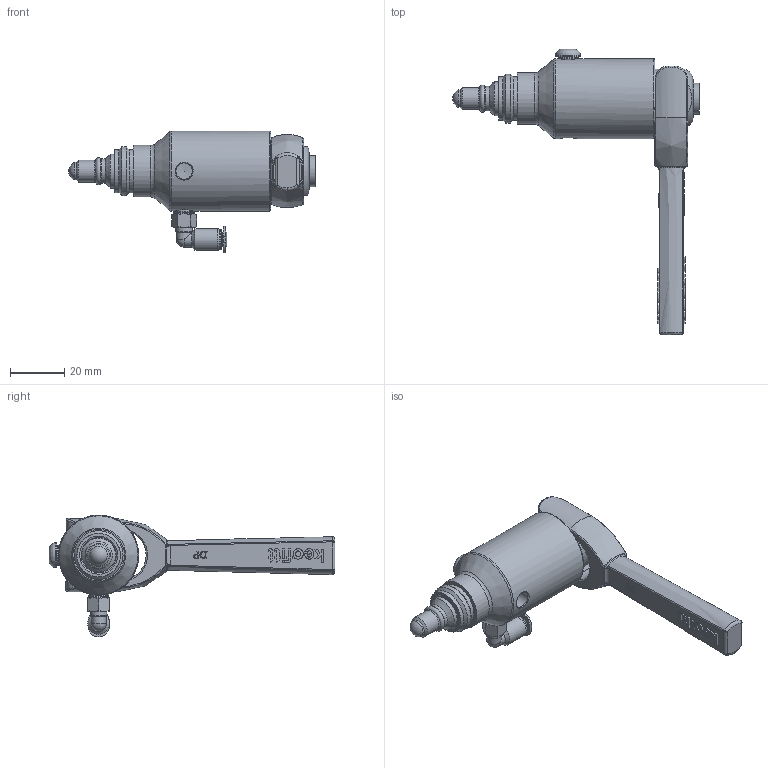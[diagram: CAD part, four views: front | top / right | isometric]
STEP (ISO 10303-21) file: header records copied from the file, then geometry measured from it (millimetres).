
FILE_DESCRIPTION(/* description */ ('This is a sample STEP configuration'),/* implementation_level */ '2;1');
FILE_NAME(/* name */ '440044e.stp',/* time_stamp */ '2021-05-10T20:47:00+02:00',/* author */ ('powerJobs'),/* organization */ ('coolOrange'),/* preprocessor_version */ 'ST-DEVELOPER v18',/* originating_system */ 'Autodesk Inventor 2020',/* authorisation */ '');
FILE_SCHEMA (('AUTOMOTIVE_DESIGN { 1 0 10303 214 3 1 1 }'));
Length unit declared in the file: millimetre
Products named in the file (1): 440044e
Bounding box: 90.78 x 105.26 x 44.85 mm (x, y, z)
Volume: 47482.5 mm3; surface area: 19253.4 mm2
Topology: 1 solids, 8 shells, 826 faces, 2205 edges, 1452 vertices
Faces by surface type: plane 347, bspline 282, cylinder 113, cone 39, torus 38, sphere 7
Full cylindrical faces by diameter (mm): 1.7 x3, 3 x2, 4 x2, 4.3 x2, 5 x4, 5.05 x2, 6 x3, 6.05 x1, 6.1 x1, 6.25 x3, 6.5 x1, 6.6 x2, 6.8 x1, 7.388 x1, 7.4 x2, 7.6 x1, 8 x4, 9 x1, 9.3 x1, 11.5 x1, 12 x1, 12.5 x1, 13 x1, 14 x3, 14.2 x1, 14.5 x1, 16 x3, 18 x1, 19 x1, 19.5 x1
Entity records: 29665 total; most frequent: CARTESIAN_POINT 9796, ORIENTED_EDGE 4380, DIRECTION 3132, EDGE_CURVE 2190, VERTEX_POINT 1452, LINE 1048, VECTOR 1048, AXIS2_PLACEMENT_3D 1042
